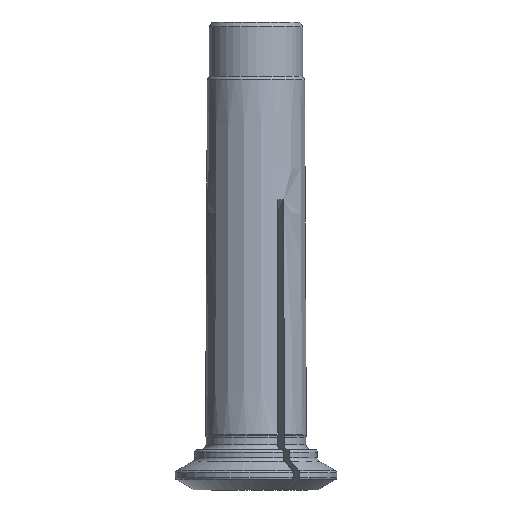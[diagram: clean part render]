
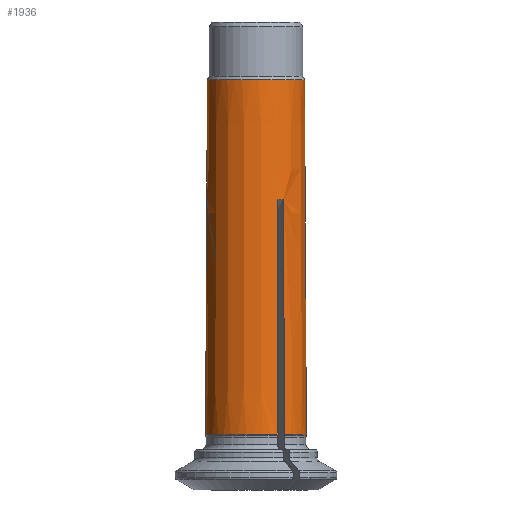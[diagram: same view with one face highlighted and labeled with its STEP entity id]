
A CAD part, front view. The second image highlights one B-rep face of the part: STEP entity #1936.
In plain terms, the highlighted conical face has half-angle 0.286 degrees and reference radius 3.002 mm.
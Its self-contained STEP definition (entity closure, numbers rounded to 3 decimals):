
#45=ELLIPSE('',#1990,4.345,3.072);
#47=ELLIPSE('',#2026,4.345,3.072);
#51=ELLIPSE('',#2105,4.345,3.072);
#85=CONICAL_SURFACE('',#2109,3.002,0.005);
#91=CIRCLE('',#1961,3.02);
#122=CIRCLE('',#2006,3.13);
#159=CIRCLE('',#2074,3.13);
#161=CIRCLE('',#2078,3.13);
#537=ORIENTED_EDGE('',*,*,#656,.F.);
#538=ORIENTED_EDGE('',*,*,#844,.F.);
#539=ORIENTED_EDGE('',*,*,#732,.F.);
#540=ORIENTED_EDGE('',*,*,#846,.T.);
#541=ORIENTED_EDGE('',*,*,#767,.F.);
#542=ORIENTED_EDGE('',*,*,#749,.F.);
#543=ORIENTED_EDGE('',*,*,#812,.F.);
#544=ORIENTED_EDGE('',*,*,#847,.T.);
#545=ORIENTED_EDGE('',*,*,#698,.F.);
#546=ORIENTED_EDGE('',*,*,#678,.F.);
#547=ORIENTED_EDGE('',*,*,#810,.F.);
#548=ORIENTED_EDGE('',*,*,#706,.T.);
#549=ORIENTED_EDGE('',*,*,#840,.F.);
#656=EDGE_CURVE('',#868,#868,#91,.T.);
#678=EDGE_CURVE('',#887,#888,#1007,.T.);
#698=EDGE_CURVE('',#888,#906,#45,.T.);
#706=EDGE_CURVE('',#915,#914,#1021,.T.);
#732=EDGE_CURVE('',#937,#938,#122,.T.);
#749=EDGE_CURVE('',#949,#950,#1041,.T.);
#767=EDGE_CURVE('',#950,#964,#47,.T.);
#810=EDGE_CURVE('',#915,#887,#159,.T.);
#812=EDGE_CURVE('',#986,#949,#161,.T.);
#840=EDGE_CURVE('',#998,#914,#51,.T.);
#844=EDGE_CURVE('',#938,#998,#1063,.T.);
#846=EDGE_CURVE('',#937,#964,#1065,.T.);
#847=EDGE_CURVE('',#986,#906,#1066,.T.);
#868=VERTEX_POINT('',#2582);
#887=VERTEX_POINT('',#2629);
#888=VERTEX_POINT('',#2630);
#906=VERTEX_POINT('',#2686);
#914=VERTEX_POINT('',#2706);
#915=VERTEX_POINT('',#2708);
#937=VERTEX_POINT('',#2777);
#938=VERTEX_POINT('',#2778);
#949=VERTEX_POINT('',#2820);
#950=VERTEX_POINT('',#2821);
#964=VERTEX_POINT('',#2868);
#986=VERTEX_POINT('',#2994);
#998=VERTEX_POINT('',#3081);
#1007=LINE('',#2628,#1076);
#1021=LINE('',#2707,#1090);
#1041=LINE('',#2819,#1110);
#1063=LINE('',#3089,#1132);
#1065=LINE('',#3092,#1134);
#1066=LINE('',#3093,#1135);
#1076=VECTOR('',#2196,1000.);
#1090=VECTOR('',#2234,1000.);
#1110=VECTOR('',#2300,1000.);
#1132=VECTOR('',#2498,1000.);
#1134=VECTOR('',#2502,1000.);
#1135=VECTOR('',#2503,1000.);
#1214=EDGE_LOOP('',(#537));
#1215=EDGE_LOOP('',(#538,#539,#540,#541,#542,#543,#544,#545,#546,#547,#548,
#549));
#1309=FACE_BOUND('',#1214,.T.);
#1310=FACE_BOUND('',#1215,.T.);
#1936=ADVANCED_FACE('',(#1309,#1310),#85,.T.);
#1961=AXIS2_PLACEMENT_3D('',#2581,#2143,#2144);
#1990=AXIS2_PLACEMENT_3D('',#2688,#2215,#2216);
#2006=AXIS2_PLACEMENT_3D('',#2776,#2264,#2265);
#2026=AXIS2_PLACEMENT_3D('',#2870,#2319,#2320);
#2074=AXIS2_PLACEMENT_3D('',#2989,#2420,#2421);
#2078=AXIS2_PLACEMENT_3D('',#2993,#2428,#2429);
#2105=AXIS2_PLACEMENT_3D('',#3082,#2488,#2489);
#2109=AXIS2_PLACEMENT_3D('',#3091,#2500,#2501);
#2143=DIRECTION('',(0.,0.,1.));
#2144=DIRECTION('',(1.,0.,0.));
#2196=DIRECTION('',(-0.003,0.004,1.));
#2215=DIRECTION('',(0.354,-0.612,-0.707));
#2216=DIRECTION('',(-0.354,0.612,-0.707));
#2234=DIRECTION('',(-0.003,-0.004,1.));
#2264=DIRECTION('',(0.,0.,-1.));
#2265=DIRECTION('',(-1.,0.,0.));
#2300=DIRECTION('',(0.005,0.,1.));
#2319=DIRECTION('',(-0.707,0.,-0.707));
#2320=DIRECTION('',(0.707,0.,-0.707));
#2420=DIRECTION('',(0.,0.,-1.));
#2421=DIRECTION('',(-1.,0.,0.));
#2428=DIRECTION('',(0.,0.,-1.));
#2429=DIRECTION('',(-1.,0.,0.));
#2488=DIRECTION('',(0.354,0.612,-0.707));
#2489=DIRECTION('',(-0.354,-0.612,-0.707));
#2498=DIRECTION('',(-0.003,-0.004,1.));
#2500=DIRECTION('',(0.,0.,-1.));
#2501=DIRECTION('',(-1.,0.,0.));
#2502=DIRECTION('',(0.005,0.,1.));
#2503=DIRECTION('',(-0.003,0.004,1.));
#2581=CARTESIAN_POINT('',(0.,0.,25.416));
#2582=CARTESIAN_POINT('',(3.02,0.,25.416));
#2628=CARTESIAN_POINT('',(1.737,-2.559,10.708));
#2629=CARTESIAN_POINT('',(1.756,-2.591,3.425));
#2630=CARTESIAN_POINT('',(1.719,-2.528,17.992));
#2686=CARTESIAN_POINT('',(1.33,-2.753,17.992));
#2688=CARTESIAN_POINT('',(-0.008,0.013,14.928));
#2706=CARTESIAN_POINT('',(1.719,2.528,17.992));
#2707=CARTESIAN_POINT('',(1.737,2.559,10.708));
#2708=CARTESIAN_POINT('',(1.756,2.591,3.425));
#2776=CARTESIAN_POINT('',(0.,0.,3.425));
#2777=CARTESIAN_POINT('',(-3.122,0.225,3.425));
#2778=CARTESIAN_POINT('',(1.366,2.816,3.425));
#2819=CARTESIAN_POINT('',(-3.085,-0.225,10.708));
#2820=CARTESIAN_POINT('',(-3.122,-0.225,3.425));
#2821=CARTESIAN_POINT('',(-3.049,-0.225,17.992));
#2868=CARTESIAN_POINT('',(-3.049,0.225,17.992));
#2870=CARTESIAN_POINT('',(0.015,0.,14.928));
#2989=CARTESIAN_POINT('',(0.,0.,3.425));
#2993=CARTESIAN_POINT('',(0.,0.,3.425));
#2994=CARTESIAN_POINT('',(1.366,-2.816,3.425));
#3081=CARTESIAN_POINT('',(1.33,2.753,17.992));
#3082=CARTESIAN_POINT('',(-0.008,-0.013,14.928));
#3089=CARTESIAN_POINT('',(1.348,2.784,10.708));
#3091=CARTESIAN_POINT('',(0.,0.,29.));
#3092=CARTESIAN_POINT('',(-3.085,0.225,10.708));
#3093=CARTESIAN_POINT('',(1.348,-2.784,10.708));
